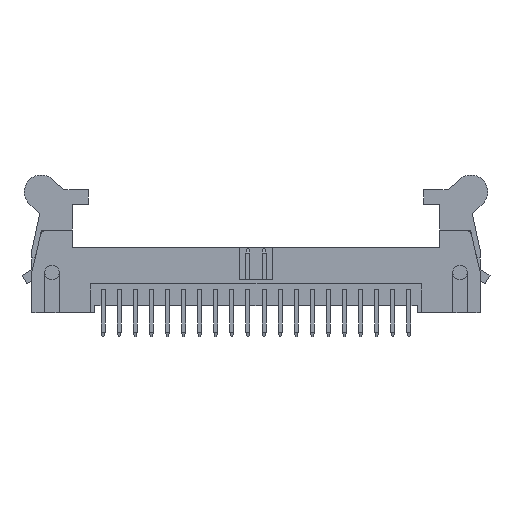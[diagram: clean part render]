
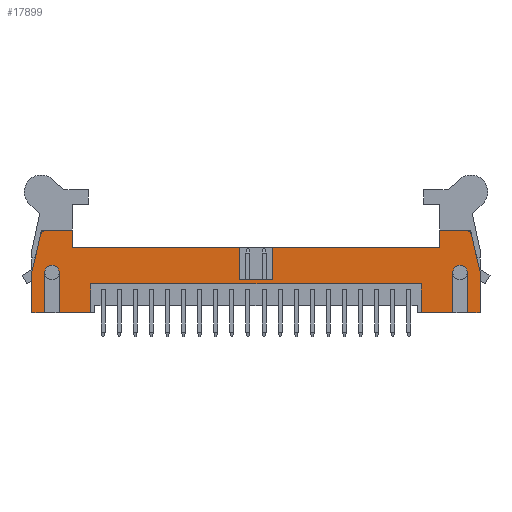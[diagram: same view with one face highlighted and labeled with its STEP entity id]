
A CAD part, left-side view. The second image highlights one B-rep face of the part: STEP entity #17899.
In plain terms, the highlighted face is planar.
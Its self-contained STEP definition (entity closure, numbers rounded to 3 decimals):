
#437=PLANE('',#19363);
#2186=LINE('',#27042,#4676);
#2189=LINE('',#27048,#4679);
#2235=LINE('',#27124,#4725);
#2239=LINE('',#27133,#4729);
#2259=LINE('',#27192,#4749);
#2278=LINE('',#27238,#4768);
#2281=LINE('',#27244,#4771);
#2287=LINE('',#27257,#4777);
#2295=LINE('',#27277,#4785);
#2298=LINE('',#27283,#4788);
#2301=LINE('',#27289,#4791);
#2303=LINE('',#27293,#4793);
#2307=LINE('',#27300,#4797);
#2309=LINE('',#27302,#4799);
#2341=LINE('',#27343,#4831);
#2345=LINE('',#27351,#4835);
#2351=LINE('',#27364,#4841);
#2355=LINE('',#27372,#4845);
#2357=LINE('',#27376,#4847);
#2358=LINE('',#27378,#4848);
#2359=LINE('',#27380,#4849);
#2360=LINE('',#27382,#4850);
#2361=LINE('',#27383,#4851);
#2362=LINE('',#27387,#4852);
#4676=VECTOR('',#21961,1000.);
#4679=VECTOR('',#21966,1000.);
#4725=VECTOR('',#22036,1000.);
#4729=VECTOR('',#22042,1000.);
#4749=VECTOR('',#22096,1000.);
#4768=VECTOR('',#22143,1000.);
#4771=VECTOR('',#22148,1000.);
#4777=VECTOR('',#22156,1000.);
#4785=VECTOR('',#22170,1000.);
#4788=VECTOR('',#22177,1000.);
#4791=VECTOR('',#22184,1000.);
#4793=VECTOR('',#22188,1000.);
#4797=VECTOR('',#22194,1000.);
#4799=VECTOR('',#22196,1000.);
#4831=VECTOR('',#22236,1000.);
#4835=VECTOR('',#22240,1000.);
#4841=VECTOR('',#22256,1000.);
#4845=VECTOR('',#22262,1000.);
#4847=VECTOR('',#22266,1000.);
#4848=VECTOR('',#22267,1000.);
#4849=VECTOR('',#22268,1000.);
#4850=VECTOR('',#22271,1000.);
#4851=VECTOR('',#22272,1000.);
#4852=VECTOR('',#22275,1000.);
#8388=ORIENTED_EDGE('',*,*,#12493,.F.);
#8389=ORIENTED_EDGE('',*,*,#12365,.F.);
#8390=ORIENTED_EDGE('',*,*,#12451,.F.);
#8391=ORIENTED_EDGE('',*,*,#12447,.F.);
#8392=ORIENTED_EDGE('',*,*,#12445,.F.);
#8393=ORIENTED_EDGE('',*,*,#12406,.F.);
#8394=ORIENTED_EDGE('',*,*,#12442,.F.);
#8395=ORIENTED_EDGE('',*,*,#12439,.F.);
#8396=ORIENTED_EDGE('',*,*,#12430,.F.);
#8397=ORIENTED_EDGE('',*,*,#12502,.F.);
#8398=ORIENTED_EDGE('',*,*,#12503,.T.);
#8399=ORIENTED_EDGE('',*,*,#12504,.T.);
#8400=ORIENTED_EDGE('',*,*,#12496,.F.);
#8401=ORIENTED_EDGE('',*,*,#12424,.F.);
#8402=ORIENTED_EDGE('',*,*,#12421,.F.);
#8403=ORIENTED_EDGE('',*,*,#12505,.F.);
#8404=ORIENTED_EDGE('',*,*,#12500,.F.);
#8405=ORIENTED_EDGE('',*,*,#12506,.F.);
#8406=ORIENTED_EDGE('',*,*,#12489,.F.);
#8407=ORIENTED_EDGE('',*,*,#12507,.F.);
#8408=ORIENTED_EDGE('',*,*,#12508,.F.);
#8409=ORIENTED_EDGE('',*,*,#12509,.F.);
#8410=ORIENTED_EDGE('',*,*,#12485,.F.);
#8411=ORIENTED_EDGE('',*,*,#12397,.F.);
#8412=ORIENTED_EDGE('',*,*,#12316,.F.);
#8413=ORIENTED_EDGE('',*,*,#12313,.T.);
#8414=ORIENTED_EDGE('',*,*,#12453,.F.);
#8415=ORIENTED_EDGE('',*,*,#12369,.F.);
#12313=EDGE_CURVE('',#14513,#14512,#2186,.T.);
#12316=EDGE_CURVE('',#14513,#14515,#2189,.T.);
#12365=EDGE_CURVE('',#14533,#14534,#2235,.T.);
#12369=EDGE_CURVE('',#14537,#14538,#2239,.T.);
#12397=EDGE_CURVE('',#14515,#14549,#2259,.T.);
#12406=EDGE_CURVE('',#14554,#14555,#15299,.T.);
#12421=EDGE_CURVE('',#14563,#14564,#2278,.T.);
#12424=EDGE_CURVE('',#14564,#14566,#2281,.T.);
#12430=EDGE_CURVE('',#14571,#14568,#2287,.T.);
#12439=EDGE_CURVE('',#14568,#14577,#2295,.T.);
#12442=EDGE_CURVE('',#14577,#14554,#2298,.T.);
#12445=EDGE_CURVE('',#14555,#14579,#2301,.T.);
#12447=EDGE_CURVE('',#14579,#14580,#2303,.T.);
#12451=EDGE_CURVE('',#14580,#14533,#2307,.T.);
#12453=EDGE_CURVE('',#14538,#14512,#2309,.T.);
#12485=EDGE_CURVE('',#14549,#14587,#2341,.T.);
#12489=EDGE_CURVE('',#14590,#14591,#2345,.T.);
#12493=EDGE_CURVE('',#14534,#14537,#15301,.T.);
#12496=EDGE_CURVE('',#14566,#14593,#2351,.T.);
#12500=EDGE_CURVE('',#14595,#14596,#2355,.T.);
#12502=EDGE_CURVE('',#14597,#14571,#2357,.T.);
#12503=EDGE_CURVE('',#14597,#14598,#2358,.T.);
#12504=EDGE_CURVE('',#14598,#14593,#2359,.T.);
#12505=EDGE_CURVE('',#14596,#14563,#15302,.T.);
#12506=EDGE_CURVE('',#14591,#14595,#2360,.T.);
#12507=EDGE_CURVE('',#14599,#14590,#2361,.T.);
#12508=EDGE_CURVE('',#14600,#14599,#15303,.T.);
#12509=EDGE_CURVE('',#14587,#14600,#2362,.T.);
#14512=VERTEX_POINT('',#27041);
#14513=VERTEX_POINT('',#27043);
#14515=VERTEX_POINT('',#27049);
#14533=VERTEX_POINT('',#27125);
#14534=VERTEX_POINT('',#27126);
#14537=VERTEX_POINT('',#27134);
#14538=VERTEX_POINT('',#27135);
#14549=VERTEX_POINT('',#27189);
#14554=VERTEX_POINT('',#27208);
#14555=VERTEX_POINT('',#27210);
#14563=VERTEX_POINT('',#27237);
#14564=VERTEX_POINT('',#27239);
#14566=VERTEX_POINT('',#27245);
#14568=VERTEX_POINT('',#27251);
#14571=VERTEX_POINT('',#27256);
#14577=VERTEX_POINT('',#27278);
#14579=VERTEX_POINT('',#27290);
#14580=VERTEX_POINT('',#27294);
#14587=VERTEX_POINT('',#27344);
#14590=VERTEX_POINT('',#27350);
#14591=VERTEX_POINT('',#27352);
#14593=VERTEX_POINT('',#27365);
#14595=VERTEX_POINT('',#27371);
#14596=VERTEX_POINT('',#27373);
#14597=VERTEX_POINT('',#27377);
#14598=VERTEX_POINT('',#27379);
#14599=VERTEX_POINT('',#27384);
#14600=VERTEX_POINT('',#27386);
#15299=CIRCLE('',#19335,0.75);
#15301=CIRCLE('',#19358,0.9);
#15302=CIRCLE('',#19364,0.75);
#15303=CIRCLE('',#19365,0.9);
#15749=EDGE_LOOP('',(#8388,#8389,#8390,#8391,#8392,#8393,#8394,#8395,#8396,
#8397,#8398,#8399,#8400,#8401,#8402,#8403,#8404,#8405,#8406,#8407,#8408,
#8409,#8410,#8411,#8412,#8413,#8414,#8415));
#16817=FACE_BOUND('',#15749,.T.);
#17899=ADVANCED_FACE('',(#16817),#437,.F.);
#19335=AXIS2_PLACEMENT_3D('',#27209,#22116,#22117);
#19358=AXIS2_PLACEMENT_3D('',#27358,#22246,#22247);
#19363=AXIS2_PLACEMENT_3D('',#27375,#22264,#22265);
#19364=AXIS2_PLACEMENT_3D('',#27381,#22269,#22270);
#19365=AXIS2_PLACEMENT_3D('',#27385,#22273,#22274);
#21961=DIRECTION('',(0.,0.,-1.));
#21966=DIRECTION('',(-1.,0.,0.));
#22036=DIRECTION('',(0.,0.,1.));
#22042=DIRECTION('',(0.,0.,-1.));
#22096=DIRECTION('',(0.,0.,-1.));
#22116=DIRECTION('',(0.,1.,0.));
#22117=DIRECTION('',(0.,0.,1.));
#22143=DIRECTION('',(1.,0.,0.));
#22148=DIRECTION('',(0.,0.,-1.));
#22156=DIRECTION('',(1.,0.,0.));
#22170=DIRECTION('',(0.,0.,1.));
#22177=DIRECTION('',(1.,0.,0.));
#22184=DIRECTION('',(0.225,0.,-0.974));
#22188=DIRECTION('',(0.,0.,-1.));
#22194=DIRECTION('',(-1.,0.,0.));
#22196=DIRECTION('',(-1.,0.,0.));
#22236=DIRECTION('',(-1.,0.,0.));
#22240=DIRECTION('',(-1.,0.,0.));
#22246=DIRECTION('',(0.,-1.,0.));
#22247=DIRECTION('',(1.,0.,0.));
#22256=DIRECTION('',(1.,0.,0.));
#22262=DIRECTION('',(0.225,0.,0.974));
#22264=DIRECTION('',(0.,1.,0.));
#22265=DIRECTION('',(0.,0.,1.));
#22266=DIRECTION('',(0.,0.,1.));
#22267=DIRECTION('',(-1.,0.,0.));
#22268=DIRECTION('',(0.,0.,1.));
#22269=DIRECTION('',(0.,1.,0.));
#22270=DIRECTION('',(0.,0.,1.));
#22271=DIRECTION('',(0.,0.,1.));
#22272=DIRECTION('',(0.,0.,-1.));
#22273=DIRECTION('',(0.,-1.,0.));
#22274=DIRECTION('',(1.,0.,0.));
#22275=DIRECTION('',(0.,0.,1.));
#27041=CARTESIAN_POINT('',(20.5,-3.,-5.));
#27042=CARTESIAN_POINT('',(20.5,-3.,-1.4));
#27043=CARTESIAN_POINT('',(20.5,-3.,-1.4));
#27048=CARTESIAN_POINT('',(20.5,-3.,-1.4));
#27049=CARTESIAN_POINT('',(-20.5,-3.,-1.4));
#27124=CARTESIAN_POINT('',(26.25,-3.,-5.));
#27125=CARTESIAN_POINT('',(26.25,-3.,-5.));
#27126=CARTESIAN_POINT('',(26.25,-3.,0.));
#27133=CARTESIAN_POINT('',(24.45,-3.,0.));
#27134=CARTESIAN_POINT('',(24.45,-3.,0.));
#27135=CARTESIAN_POINT('',(24.45,-3.,-5.));
#27189=CARTESIAN_POINT('',(-20.5,-3.,-5.));
#27192=CARTESIAN_POINT('',(-20.5,-3.,-1.4));
#27208=CARTESIAN_POINT('',(26.053,-3.,5.2));
#27209=CARTESIAN_POINT('',(26.053,-3.,4.45));
#27210=CARTESIAN_POINT('',(26.784,-3.,4.619));
#27237=CARTESIAN_POINT('',(-26.053,-3.,5.2));
#27238=CARTESIAN_POINT('',(-26.65,-3.,5.2));
#27239=CARTESIAN_POINT('',(-22.85,-3.,5.2));
#27244=CARTESIAN_POINT('',(-22.85,-3.,5.2));
#27245=CARTESIAN_POINT('',(-22.85,-3.,3.1));
#27251=CARTESIAN_POINT('',(22.85,-3.,3.1));
#27256=CARTESIAN_POINT('',(2.,-3.,3.1));
#27257=CARTESIAN_POINT('',(-22.85,-3.,3.1));
#27277=CARTESIAN_POINT('',(22.85,-3.,3.1));
#27278=CARTESIAN_POINT('',(22.85,-3.,5.2));
#27283=CARTESIAN_POINT('',(22.85,-3.,5.2));
#27289=CARTESIAN_POINT('',(26.65,-3.,5.2));
#27290=CARTESIAN_POINT('',(27.85,-3.,0.));
#27293=CARTESIAN_POINT('',(27.85,-3.,0.));
#27294=CARTESIAN_POINT('',(27.85,-3.,-5.));
#27300=CARTESIAN_POINT('',(27.85,-3.,-5.));
#27302=CARTESIAN_POINT('',(27.85,-3.,-5.));
#27343=CARTESIAN_POINT('',(-20.,-3.,-5.));
#27344=CARTESIAN_POINT('',(-24.45,-3.,-5.));
#27350=CARTESIAN_POINT('',(-26.25,-3.,-5.));
#27351=CARTESIAN_POINT('',(-20.,-3.,-5.));
#27352=CARTESIAN_POINT('',(-27.85,-3.,-5.));
#27358=CARTESIAN_POINT('',(25.35,-3.,0.));
#27364=CARTESIAN_POINT('',(-22.85,-3.,3.1));
#27365=CARTESIAN_POINT('',(-2.,-3.,3.1));
#27371=CARTESIAN_POINT('',(-27.85,-3.,0.));
#27372=CARTESIAN_POINT('',(-27.85,-3.,0.));
#27373=CARTESIAN_POINT('',(-26.784,-3.,4.619));
#27375=CARTESIAN_POINT('',(0.,-3.,0.));
#27376=CARTESIAN_POINT('',(2.,-3.,-0.9));
#27377=CARTESIAN_POINT('',(2.,-3.,-0.9));
#27378=CARTESIAN_POINT('',(2.,-3.,-0.9));
#27379=CARTESIAN_POINT('',(-2.,-3.,-0.9));
#27380=CARTESIAN_POINT('',(-2.,-3.,-0.9));
#27381=CARTESIAN_POINT('',(-26.053,-3.,4.45));
#27382=CARTESIAN_POINT('',(-27.85,-3.,-5.));
#27383=CARTESIAN_POINT('',(-26.25,-3.,0.));
#27384=CARTESIAN_POINT('',(-26.25,-3.,0.));
#27385=CARTESIAN_POINT('',(-25.35,-3.,0.));
#27386=CARTESIAN_POINT('',(-24.45,-3.,0.));
#27387=CARTESIAN_POINT('',(-24.45,-3.,-5.));
